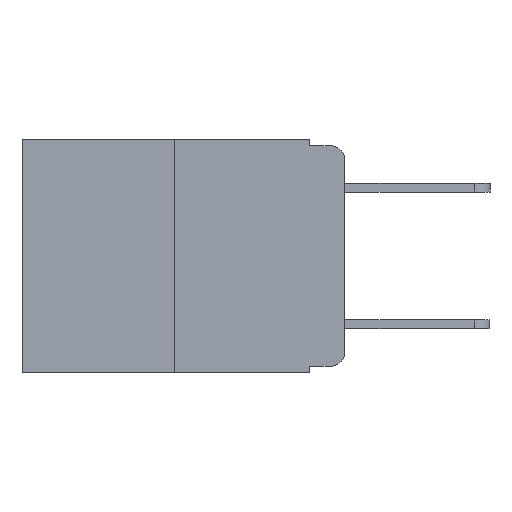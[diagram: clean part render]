
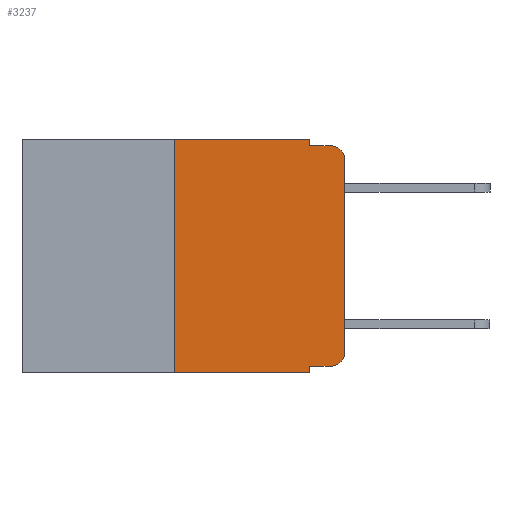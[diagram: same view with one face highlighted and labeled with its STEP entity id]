
A CAD part, left-side view. The second image highlights one B-rep face of the part: STEP entity #3237.
In plain terms, the highlighted planar face has unit normal (-1, 0, 0).
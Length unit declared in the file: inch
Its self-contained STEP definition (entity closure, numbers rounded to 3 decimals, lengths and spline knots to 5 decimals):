
#11 = EDGE_CURVE ( 'NONE', #17750, #11911, #13541, .T. ) ;
#295 = PLANE ( 'NONE',  #16527 ) ;
#323 = CARTESIAN_POINT ( 'NONE',  ( 0., 0.473, 0. ) ) ;
#740 = CARTESIAN_POINT ( 'NONE',  ( 0., 0.051, 0. ) ) ;
#1218 = CARTESIAN_POINT ( 'NONE',  ( 0., 0.02, -0.313 ) ) ;
#1254 = LINE ( 'NONE', #15675, #5606 ) ;
#1426 = LINE ( 'NONE', #10748, #17226 ) ;
#1452 = VERTEX_POINT ( 'NONE', #3676 ) ;
#1465 = CIRCLE ( 'NONE', #10724, 0.02 ) ;
#1703 = DIRECTION ( 'NONE',  ( 0., 0., -1. ) ) ;
#1719 = DIRECTION ( 'NONE',  ( 1., 0., 0. ) ) ;
#1873 = CARTESIAN_POINT ( 'NONE',  ( 0., 0.473, 0. ) ) ;
#2354 = VECTOR ( 'NONE', #2429, 39.37008 ) ;
#2429 = DIRECTION ( 'NONE',  ( 0., 0., 1. ) ) ;
#2451 = DIRECTION ( 'NONE',  ( 0., -1., 0. ) ) ;
#2550 = DIRECTION ( 'NONE',  ( 0., -1., 0. ) ) ;
#2704 = VECTOR ( 'NONE', #8951, 39.37008 ) ;
#2895 = DIRECTION ( 'NONE',  ( 0., 0., -1. ) ) ;
#3099 = LINE ( 'NONE', #11976, #11479 ) ;
#3237 = ADVANCED_FACE ( 'NONE', ( #9363 ), #295, .F. ) ;
#3317 = VERTEX_POINT ( 'NONE', #6409 ) ;
#3320 = ORIENTED_EDGE ( 'NONE', *, *, #5585, .T. ) ;
#3498 = ORIENTED_EDGE ( 'NONE', *, *, #17672, .F. ) ;
#3676 = CARTESIAN_POINT ( 'NONE',  ( 0., 0.02, -0.01 ) ) ;
#3716 = VERTEX_POINT ( 'NONE', #740 ) ;
#3958 = VECTOR ( 'NONE', #17890, 39.37008 ) ;
#4269 = VERTEX_POINT ( 'NONE', #6928 ) ;
#4423 = CARTESIAN_POINT ( 'NONE',  ( 0., 0.051, -0.01 ) ) ;
#4488 = LINE ( 'NONE', #4423, #3958 ) ;
#4700 = VERTEX_POINT ( 'NONE', #14279 ) ;
#5001 = VECTOR ( 'NONE', #12840, 39.37008 ) ;
#5071 = ORIENTED_EDGE ( 'NONE', *, *, #7616, .F. ) ;
#5176 = VERTEX_POINT ( 'NONE', #14092 ) ;
#5304 = ORIENTED_EDGE ( 'NONE', *, *, #15969, .T. ) ;
#5585 = EDGE_CURVE ( 'NONE', #3317, #1452, #19433, .T. ) ;
#5606 = VECTOR ( 'NONE', #12794, 39.37008 ) ;
#5629 = ORIENTED_EDGE ( 'NONE', *, *, #13712, .F. ) ;
#5974 = CARTESIAN_POINT ( 'NONE',  ( 0., 0.02, -0.03 ) ) ;
#6409 = CARTESIAN_POINT ( 'NONE',  ( 0., 0., -0.03 ) ) ;
#6674 = LINE ( 'NONE', #13335, #2354 ) ;
#6928 = CARTESIAN_POINT ( 'NONE',  ( 0., 0.25, 0. ) ) ;
#7062 = ORIENTED_EDGE ( 'NONE', *, *, #9875, .F. ) ;
#7118 = ORIENTED_EDGE ( 'NONE', *, *, #10518, .T. ) ;
#7536 = DIRECTION ( 'NONE',  ( 0., 0., -1. ) ) ;
#7616 = EDGE_CURVE ( 'NONE', #3716, #5176, #18498, .T. ) ;
#8951 = DIRECTION ( 'NONE',  ( 0., 0., -1. ) ) ;
#9068 = ORIENTED_EDGE ( 'NONE', *, *, #15018, .F. ) ;
#9363 = FACE_OUTER_BOUND ( 'NONE', #19366, .T. ) ;
#9574 = ORIENTED_EDGE ( 'NONE', *, *, #11, .T. ) ;
#9594 = VECTOR ( 'NONE', #2451, 39.37008 ) ;
#9875 = EDGE_CURVE ( 'NONE', #15888, #4269, #6674, .T. ) ;
#10518 = EDGE_CURVE ( 'NONE', #15888, #4700, #3099, .T. ) ;
#10724 = AXIS2_PLACEMENT_3D ( 'NONE', #1218, #12269, #2895 ) ;
#10748 = CARTESIAN_POINT ( 'NONE',  ( 0., 0., 0. ) ) ;
#11479 = VECTOR ( 'NONE', #2550, 39.37008 ) ;
#11911 = VERTEX_POINT ( 'NONE', #17007 ) ;
#11941 = ORIENTED_EDGE ( 'NONE', *, *, #16543, .T. ) ;
#11976 = CARTESIAN_POINT ( 'NONE',  ( 0., 0.473, -0.343 ) ) ;
#12021 = CARTESIAN_POINT ( 'NONE',  ( 0., 0.25, -0.343 ) ) ;
#12269 = DIRECTION ( 'NONE',  ( -1., 0., 0. ) ) ;
#12375 = CARTESIAN_POINT ( 'NONE',  ( 0., 0.051, -0.333 ) ) ;
#12794 = DIRECTION ( 'NONE',  ( 0., 0., -1. ) ) ;
#12840 = DIRECTION ( 'NONE',  ( 0., -1., 0. ) ) ;
#13160 = VERTEX_POINT ( 'NONE', #15488 ) ;
#13335 = CARTESIAN_POINT ( 'NONE',  ( 0., 0.25, 0. ) ) ;
#13339 = CARTESIAN_POINT ( 'NONE',  ( 0., 0.051, -0.333 ) ) ;
#13541 = LINE ( 'NONE', #12375, #9594 ) ;
#13712 = EDGE_CURVE ( 'NONE', #4269, #3716, #16504, .T. ) ;
#14092 = CARTESIAN_POINT ( 'NONE',  ( 0., 0.051, -0.01 ) ) ;
#14279 = CARTESIAN_POINT ( 'NONE',  ( 0., 0.051, -0.343 ) ) ;
#15018 = EDGE_CURVE ( 'NONE', #17750, #4700, #1254, .T. ) ;
#15488 = CARTESIAN_POINT ( 'NONE',  ( 0., 0., -0.313 ) ) ;
#15611 = AXIS2_PLACEMENT_3D ( 'NONE', #5974, #16423, #7536 ) ;
#15675 = CARTESIAN_POINT ( 'NONE',  ( 0., 0.051, 0. ) ) ;
#15888 = VERTEX_POINT ( 'NONE', #12021 ) ;
#15969 = EDGE_CURVE ( 'NONE', #11911, #13160, #1465, .T. ) ;
#16423 = DIRECTION ( 'NONE',  ( -1., 0., 0. ) ) ;
#16504 = LINE ( 'NONE', #1873, #5001 ) ;
#16527 = AXIS2_PLACEMENT_3D ( 'NONE', #323, #1719, #1703 ) ;
#16543 = EDGE_CURVE ( 'NONE', #13160, #3317, #1426, .T. ) ;
#17007 = CARTESIAN_POINT ( 'NONE',  ( 0., 0.02, -0.333 ) ) ;
#17226 = VECTOR ( 'NONE', #19351, 39.37008 ) ;
#17672 = EDGE_CURVE ( 'NONE', #5176, #1452, #4488, .T. ) ;
#17750 = VERTEX_POINT ( 'NONE', #13339 ) ;
#17890 = DIRECTION ( 'NONE',  ( 0., -1., 0. ) ) ;
#18498 = LINE ( 'NONE', #19029, #2704 ) ;
#19029 = CARTESIAN_POINT ( 'NONE',  ( 0., 0.051, 0. ) ) ;
#19351 = DIRECTION ( 'NONE',  ( 0., 0., 1. ) ) ;
#19366 = EDGE_LOOP ( 'NONE', ( #11941, #3320, #3498, #5071, #5629, #7062, #7118, #9068, #9574, #5304 ) ) ;
#19433 = CIRCLE ( 'NONE', #15611, 0.02 ) ;
